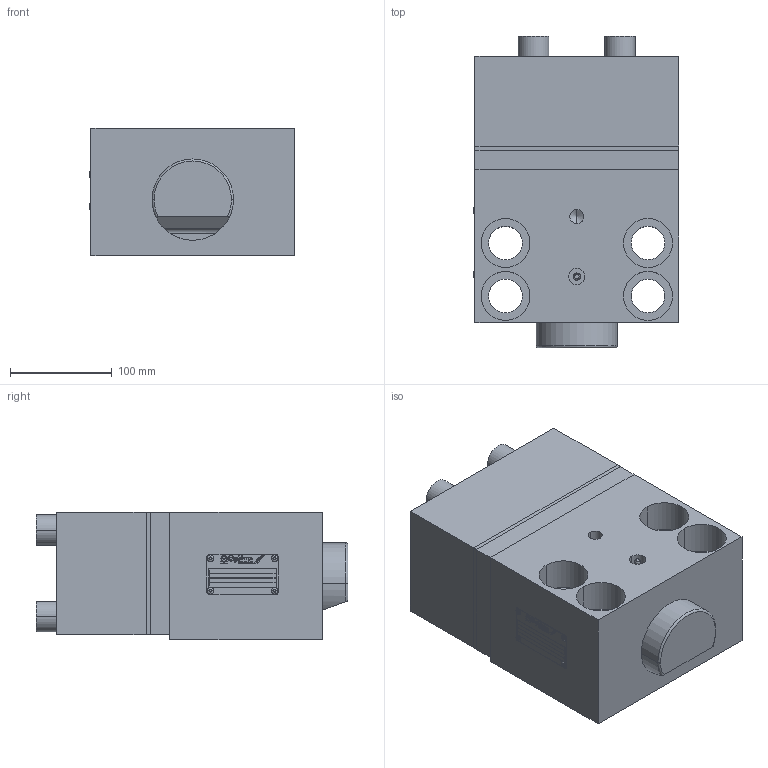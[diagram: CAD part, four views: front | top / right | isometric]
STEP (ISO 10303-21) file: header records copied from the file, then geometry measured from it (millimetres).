
FILE_DESCRIPTION(('STEP AP214'),'1');
FILE_NAME('38466508_HKS250_L.stp','2019-09-04T09:20:14',(' '),(' '),'Spatial InterOp 3D',' ',' ');
FILE_SCHEMA(('automotive_design'));
Length unit declared in the file: millimetre
Products named in the file (14): 1; 2; 3; 4; 5; 6; 7; 8; 9; 10; 11; 12; 13; 14
Bounding box: 201.5 x 306.31 x 125 mm (x, y, z)
Volume: 5529236.9 mm3; surface area: 564713.4 mm2
Topology: 14 solids, 14 shells, 815 faces, 1992 edges, 1281 vertices
Faces by surface type: plane 360, cylinder 213, extrusion 133, cone 54, torus 35, sphere 12, bspline 4, revolution 4
Entity records: 31454 total; most frequent: CARTESIAN_POINT 5516, ORIENTED_EDGE 3912, DIRECTION 3789, EDGE_CURVE 1956, AXIS2_PLACEMENT_3D 1285, VERTEX_POINT 1281, VECTOR 1215, LINE 1082
